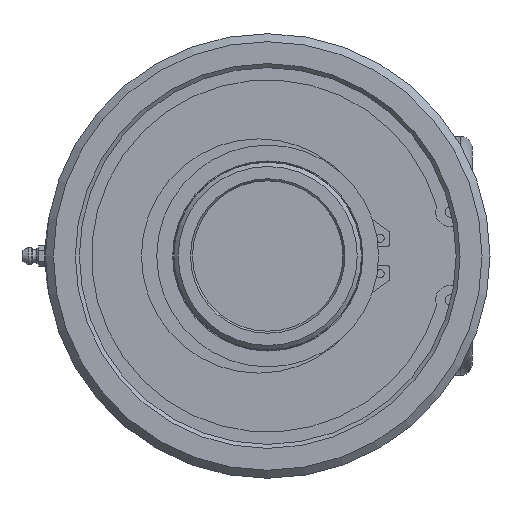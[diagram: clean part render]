
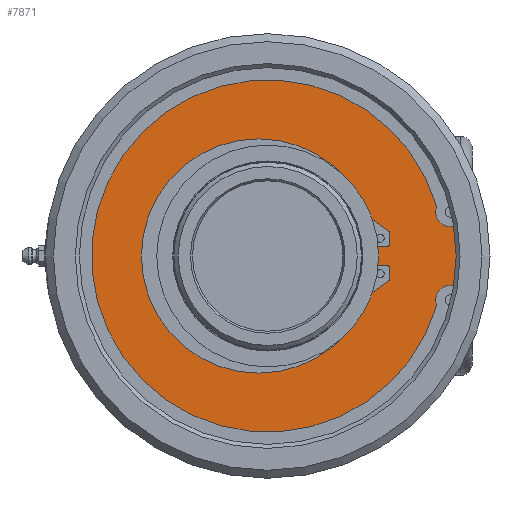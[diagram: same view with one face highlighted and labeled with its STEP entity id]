
A CAD part, left-side view. The second image highlights one B-rep face of the part: STEP entity #7871.
In plain terms, the highlighted planar face has unit normal (-1, 0, 0).
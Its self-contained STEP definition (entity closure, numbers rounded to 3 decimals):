
#98=FACE_BOUND('',#2698,.T.);
#99=FACE_BOUND('',#2699,.T.);
#811=LINE('',#47592,#1224);
#823=LINE('',#47649,#1236);
#827=LINE('',#47662,#1240);
#832=LINE('',#47675,#1245);
#837=LINE('',#47693,#1250);
#839=LINE('',#47697,#1252);
#872=LINE('',#47844,#1285);
#877=LINE('',#47862,#1290);
#1224=VECTOR('',#9519,10.);
#1236=VECTOR('',#9577,10.);
#1240=VECTOR('',#9591,10.);
#1245=VECTOR('',#9606,10.);
#1250=VECTOR('',#9629,10.);
#1252=VECTOR('',#9633,10.);
#1285=VECTOR('',#9788,10.);
#1290=VECTOR('',#9803,10.);
#2206=FACE_OUTER_BOUND('',#2697,.T.);
#2697=EDGE_LOOP('',(#7122,#7123,#7124,#7125,#7126,#7127));
#2698=EDGE_LOOP('',(#7128,#7129,#7130,#7131,#7132,#7133,#7134,#7135,#7136,
#7137,#7138,#7139,#7140,#7141,#7142,#7143));
#2699=EDGE_LOOP('',(#7144,#7145));
#2896=CIRCLE('',#8272,1.058);
#2898=CIRCLE('',#8275,41.364);
#2900=CIRCLE('',#8278,1.058);
#2901=CIRCLE('',#8280,1.058);
#2902=CIRCLE('',#8283,1.058);
#2903=CIRCLE('',#8285,1.058);
#2904=CIRCLE('',#8288,1.058);
#2905=CIRCLE('',#8290,1.058);
#2906=CIRCLE('',#8293,1.058);
#2907=CIRCLE('',#8295,46.952);
#2948=CIRCLE('',#8369,5.779);
#2949=CIRCLE('',#8371,70.587);
#2950=CIRCLE('',#8373,5.779);
#2987=CIRCLE('',#8432,40.3);
#2988=CIRCLE('',#8433,40.3);
#3025=CIRCLE('',#8502,80.95);
#3601=VERTEX_POINT('',#47589);
#3602=VERTEX_POINT('',#47591);
#3619=VERTEX_POINT('',#47628);
#3620=VERTEX_POINT('',#47630);
#3622=VERTEX_POINT('',#47636);
#3623=VERTEX_POINT('',#47643);
#3624=VERTEX_POINT('',#47647);
#3625=VERTEX_POINT('',#47651);
#3626=VERTEX_POINT('',#47655);
#3627=VERTEX_POINT('',#47656);
#3628=VERTEX_POINT('',#47661);
#3629=VERTEX_POINT('',#47665);
#3630=VERTEX_POINT('',#47669);
#3631=VERTEX_POINT('',#47671);
#3632=VERTEX_POINT('',#47677);
#3633=VERTEX_POINT('',#47679);
#3685=VERTEX_POINT('',#47841);
#3686=VERTEX_POINT('',#47843);
#3690=VERTEX_POINT('',#47859);
#3691=VERTEX_POINT('',#47861);
#3692=VERTEX_POINT('',#47865);
#3693=VERTEX_POINT('',#47869);
#3734=VERTEX_POINT('',#48025);
#3735=VERTEX_POINT('',#48026);
#4635=EDGE_CURVE('',#3602,#3601,#811,.T.);
#4654=EDGE_CURVE('',#3620,#3619,#2896,.T.);
#4658=EDGE_CURVE('',#3619,#3622,#2898,.T.);
#4660=EDGE_CURVE('',#3622,#3602,#2900,.T.);
#4661=EDGE_CURVE('',#3601,#3623,#2901,.T.);
#4664=EDGE_CURVE('',#3623,#3624,#823,.T.);
#4665=EDGE_CURVE('',#3624,#3625,#2902,.T.);
#4667=EDGE_CURVE('',#3626,#3627,#2903,.T.);
#4670=EDGE_CURVE('',#3628,#3626,#827,.T.);
#4672=EDGE_CURVE('',#3629,#3628,#2904,.T.);
#4675=EDGE_CURVE('',#3631,#3630,#2905,.T.);
#4677=EDGE_CURVE('',#3630,#3629,#832,.T.);
#4679=EDGE_CURVE('',#3633,#3632,#2906,.T.);
#4681=EDGE_CURVE('',#3632,#3631,#2907,.T.);
#4686=EDGE_CURVE('',#3625,#3633,#837,.T.);
#4688=EDGE_CURVE('',#3627,#3620,#839,.T.);
#4758=EDGE_CURVE('',#3686,#3685,#872,.T.);
#4766=EDGE_CURVE('',#3691,#3690,#877,.T.);
#4768=EDGE_CURVE('',#3690,#3692,#2948,.T.);
#4770=EDGE_CURVE('',#3692,#3693,#2949,.T.);
#4772=EDGE_CURVE('',#3693,#3686,#2950,.T.);
#4828=EDGE_CURVE('',#3734,#3735,#2987,.T.);
#4829=EDGE_CURVE('',#3735,#3734,#2988,.T.);
#4916=EDGE_CURVE('',#3691,#3685,#3025,.T.);
#7122=ORIENTED_EDGE('',*,*,#4758,.T.);
#7123=ORIENTED_EDGE('',*,*,#4916,.F.);
#7124=ORIENTED_EDGE('',*,*,#4766,.T.);
#7125=ORIENTED_EDGE('',*,*,#4768,.T.);
#7126=ORIENTED_EDGE('',*,*,#4770,.T.);
#7127=ORIENTED_EDGE('',*,*,#4772,.T.);
#7128=ORIENTED_EDGE('',*,*,#4679,.T.);
#7129=ORIENTED_EDGE('',*,*,#4681,.T.);
#7130=ORIENTED_EDGE('',*,*,#4675,.T.);
#7131=ORIENTED_EDGE('',*,*,#4677,.T.);
#7132=ORIENTED_EDGE('',*,*,#4672,.T.);
#7133=ORIENTED_EDGE('',*,*,#4670,.T.);
#7134=ORIENTED_EDGE('',*,*,#4667,.T.);
#7135=ORIENTED_EDGE('',*,*,#4688,.T.);
#7136=ORIENTED_EDGE('',*,*,#4654,.T.);
#7137=ORIENTED_EDGE('',*,*,#4658,.T.);
#7138=ORIENTED_EDGE('',*,*,#4660,.T.);
#7139=ORIENTED_EDGE('',*,*,#4635,.T.);
#7140=ORIENTED_EDGE('',*,*,#4661,.T.);
#7141=ORIENTED_EDGE('',*,*,#4664,.T.);
#7142=ORIENTED_EDGE('',*,*,#4665,.T.);
#7143=ORIENTED_EDGE('',*,*,#4686,.T.);
#7144=ORIENTED_EDGE('',*,*,#4828,.T.);
#7145=ORIENTED_EDGE('',*,*,#4829,.T.);
#7458=PLANE('',#8501);
#7871=ADVANCED_FACE('',(#2206,#98,#99),#7458,.T.);
#8272=AXIS2_PLACEMENT_3D('',#47631,#9553,#9554);
#8275=AXIS2_PLACEMENT_3D('',#47638,#9561,#9562);
#8278=AXIS2_PLACEMENT_3D('',#47641,#9567,#9568);
#8280=AXIS2_PLACEMENT_3D('',#47644,#9571,#9572);
#8283=AXIS2_PLACEMENT_3D('',#47652,#9580,#9581);
#8285=AXIS2_PLACEMENT_3D('',#47657,#9585,#9586);
#8288=AXIS2_PLACEMENT_3D('',#47666,#9595,#9596);
#8290=AXIS2_PLACEMENT_3D('',#47672,#9601,#9602);
#8293=AXIS2_PLACEMENT_3D('',#47680,#9610,#9611);
#8295=AXIS2_PLACEMENT_3D('',#47683,#9615,#9616);
#8369=AXIS2_PLACEMENT_3D('',#47866,#9807,#9808);
#8371=AXIS2_PLACEMENT_3D('',#47870,#9812,#9813);
#8373=AXIS2_PLACEMENT_3D('',#47873,#9817,#9818);
#8432=AXIS2_PLACEMENT_3D('',#48027,#9952,#9953);
#8433=AXIS2_PLACEMENT_3D('',#48028,#9954,#9955);
#8501=AXIS2_PLACEMENT_3D('',#48785,#10110,#10111);
#8502=AXIS2_PLACEMENT_3D('',#48786,#10112,#10113);
#9519=DIRECTION('',(0.,-1.,0.));
#9553=DIRECTION('center_axis',(1.,0.,0.));
#9554=DIRECTION('ref_axis',(0.,0.664,-0.747));
#9561=DIRECTION('center_axis',(-1.,0.,0.));
#9562=DIRECTION('ref_axis',(0.,0.996,-0.095));
#9567=DIRECTION('center_axis',(1.,0.,0.));
#9568=DIRECTION('ref_axis',(0.,0.664,0.747));
#9571=DIRECTION('center_axis',(1.,0.,0.));
#9572=DIRECTION('ref_axis',(0.,-0.707,0.707));
#9577=DIRECTION('',(0.,0.,-1.));
#9580=DIRECTION('center_axis',(1.,0.,0.));
#9581=DIRECTION('ref_axis',(0.,-0.887,-0.461));
#9585=DIRECTION('center_axis',(1.,0.,0.));
#9586=DIRECTION('ref_axis',(0.,-0.707,-0.707));
#9591=DIRECTION('',(0.,0.,-1.));
#9595=DIRECTION('center_axis',(1.,0.,0.));
#9596=DIRECTION('ref_axis',(0.,-0.887,0.461));
#9601=DIRECTION('center_axis',(-1.,0.,0.));
#9602=DIRECTION('ref_axis',(0.,0.795,-0.606));
#9606=DIRECTION('',(0.,-0.819,-0.574));
#9610=DIRECTION('center_axis',(-1.,0.,0.));
#9611=DIRECTION('ref_axis',(0.,0.795,0.606));
#9615=DIRECTION('center_axis',(1.,0.,0.));
#9616=DIRECTION('ref_axis',(0.,-0.944,0.329));
#9629=DIRECTION('',(0.,0.819,-0.574));
#9633=DIRECTION('',(0.,1.,0.));
#9788=DIRECTION('',(0.,-1.,0.));
#9803=DIRECTION('',(0.,1.,0.));
#9807=DIRECTION('center_axis',(1.,0.,0.));
#9808=DIRECTION('ref_axis',(0.,-0.923,-0.384));
#9812=DIRECTION('center_axis',(-1.,0.,0.));
#9813=DIRECTION('ref_axis',(0.,-0.96,0.28));
#9817=DIRECTION('center_axis',(1.,0.,0.));
#9818=DIRECTION('ref_axis',(0.,0.,-1.));
#9952=DIRECTION('center_axis',(1.,0.,0.));
#9953=DIRECTION('ref_axis',(0.,1.,0.));
#9954=DIRECTION('center_axis',(1.,0.,0.));
#9955=DIRECTION('ref_axis',(0.,1.,0.));
#10110=DIRECTION('center_axis',(-1.,0.,0.));
#10111=DIRECTION('ref_axis',(0.,0.,1.));
#10112=DIRECTION('center_axis',(1.,0.,0.));
#10113=DIRECTION('ref_axis',(0.,1.,0.));
#47589=CARTESIAN_POINT('',(10.86,-47.943,-3.912));
#47591=CARTESIAN_POINT('',(10.86,-42.13,-3.912));
#47592=CARTESIAN_POINT('',(10.86,6.362,-3.912));
#47628=CARTESIAN_POINT('',(10.86,-41.079,4.846));
#47630=CARTESIAN_POINT('',(10.86,-42.13,3.912));
#47631=CARTESIAN_POINT('Origin',(10.86,-42.13,4.97));
#47636=CARTESIAN_POINT('',(10.86,-41.079,-4.846));
#47638=CARTESIAN_POINT('Origin',(10.86,0.,0.));
#47641=CARTESIAN_POINT('Origin',(10.86,-42.13,-4.97));
#47643=CARTESIAN_POINT('',(10.86,-49.002,-4.97));
#47644=CARTESIAN_POINT('Origin',(10.86,-47.943,-4.97));
#47647=CARTESIAN_POINT('',(10.86,-49.002,-9.076));
#47649=CARTESIAN_POINT('',(10.86,-49.002,-4.813));
#47651=CARTESIAN_POINT('',(10.86,-48.551,-9.943));
#47652=CARTESIAN_POINT('Origin',(10.86,-47.943,-9.076));
#47655=CARTESIAN_POINT('',(10.86,-49.002,4.97));
#47656=CARTESIAN_POINT('',(10.86,-47.943,3.912));
#47657=CARTESIAN_POINT('Origin',(10.86,-47.943,4.97));
#47661=CARTESIAN_POINT('',(10.86,-49.002,9.076));
#47662=CARTESIAN_POINT('',(10.86,-49.002,1.956));
#47665=CARTESIAN_POINT('',(10.86,-48.551,9.943));
#47666=CARTESIAN_POINT('Origin',(10.86,-47.943,9.076));
#47669=CARTESIAN_POINT('',(10.86,-40.952,15.27));
#47671=CARTESIAN_POINT('',(10.86,-40.563,15.781));
#47672=CARTESIAN_POINT('Origin',(10.86,-41.559,16.137));
#47675=CARTESIAN_POINT('',(10.86,-14.146,34.064));
#47677=CARTESIAN_POINT('',(10.86,-40.563,-15.781));
#47679=CARTESIAN_POINT('',(10.86,-40.952,-15.27));
#47680=CARTESIAN_POINT('Origin',(10.86,-41.559,-16.137));
#47683=CARTESIAN_POINT('Origin',(10.86,3.658,0.));
#47693=CARTESIAN_POINT('',(10.86,-9.982,-36.983));
#47697=CARTESIAN_POINT('',(10.86,10.273,3.912));
#47841=CARTESIAN_POINT('',(10.86,-80.086,-11.798));
#47843=CARTESIAN_POINT('',(10.86,-73.088,-11.798));
#47844=CARTESIAN_POINT('',(10.86,-9.18,-11.798));
#47859=CARTESIAN_POINT('',(10.86,-73.088,11.798));
#47861=CARTESIAN_POINT('',(10.86,-80.086,11.798));
#47862=CARTESIAN_POINT('',(10.86,-5.681,11.798));
#47865=CARTESIAN_POINT('',(10.86,-67.753,19.798));
#47866=CARTESIAN_POINT('Origin',(10.86,-73.088,17.577));
#47869=CARTESIAN_POINT('',(10.86,-67.753,-19.798));
#47870=CARTESIAN_POINT('Origin',(10.86,0.,0.));
#47873=CARTESIAN_POINT('Origin',(10.86,-73.088,-17.577));
#48025=CARTESIAN_POINT('',(10.86,40.3,0.));
#48026=CARTESIAN_POINT('',(10.86,-40.3,0.));
#48027=CARTESIAN_POINT('Origin',(10.86,0.,0.));
#48028=CARTESIAN_POINT('Origin',(10.86,0.,0.));
#48785=CARTESIAN_POINT('Origin',(10.86,61.725,0.));
#48786=CARTESIAN_POINT('Origin',(10.86,0.,0.));
